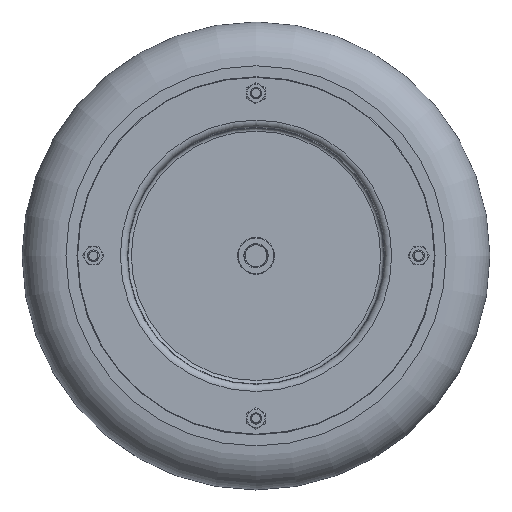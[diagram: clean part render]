
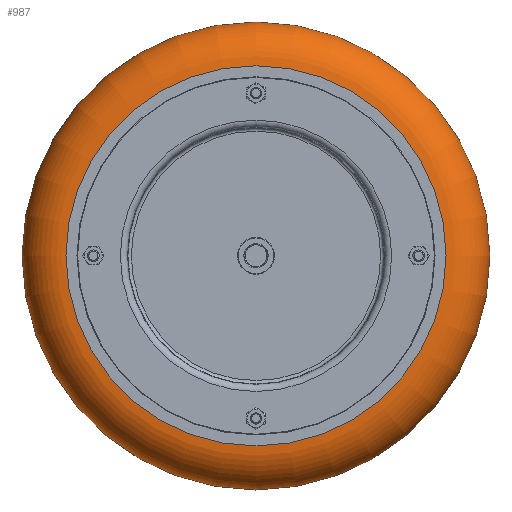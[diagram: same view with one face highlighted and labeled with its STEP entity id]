
A CAD part, top view. The second image highlights one B-rep face of the part: STEP entity #987.
In plain terms, the highlighted toroidal (fillet/blend) face has major radius 165.1 mm and minor radius 38.1 mm.
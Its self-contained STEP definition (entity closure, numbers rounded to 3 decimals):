
#824=TOROIDAL_SURFACE('',#4731,165.1,38.1);
#987=ADVANCED_FACE('',(#1503,#1504),#824,.T.);
#1503=FACE_BOUND('',#1882,.T.);
#1504=FACE_BOUND('',#1883,.T.);
#1882=EDGE_LOOP('',(#2428));
#1883=EDGE_LOOP('',(#2429));
#2428=ORIENTED_EDGE('',*,*,#3877,.F.);
#2429=ORIENTED_EDGE('',*,*,#3878,.T.);
#3487=VERTEX_POINT('',#6721);
#3488=VERTEX_POINT('',#6723);
#3877=EDGE_CURVE('',#3487,#3487,#4416,.T.);
#3878=EDGE_CURVE('',#3488,#3488,#4417,.T.);
#4416=CIRCLE('',#4729,165.1);
#4417=CIRCLE('',#4730,165.1);
#4729=AXIS2_PLACEMENT_3D('',#6720,#5414,#5415);
#4730=AXIS2_PLACEMENT_3D('',#6722,#5416,#5417);
#4731=AXIS2_PLACEMENT_3D('',#6724,#5418,#5419);
#5414=DIRECTION('',(0.,0.,1.));
#5415=DIRECTION('',(-1.,0.,0.));
#5416=DIRECTION('',(0.,0.,1.));
#5417=DIRECTION('',(-1.,0.,0.));
#5418=DIRECTION('',(0.,0.,1.));
#5419=DIRECTION('',(-1.,0.,0.));
#6720=CARTESIAN_POINT('',(0.,0.,178.1));
#6721=CARTESIAN_POINT('',(-165.1,0.,178.1));
#6722=CARTESIAN_POINT('',(0.,0.,101.9));
#6723=CARTESIAN_POINT('',(-165.1,0.,101.9));
#6724=CARTESIAN_POINT('',(0.,0.,140.));
